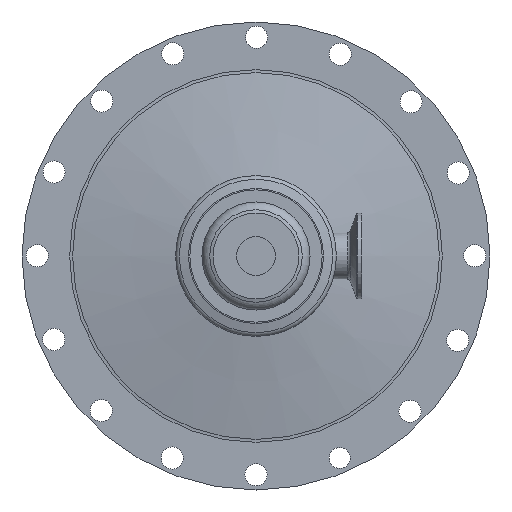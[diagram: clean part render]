
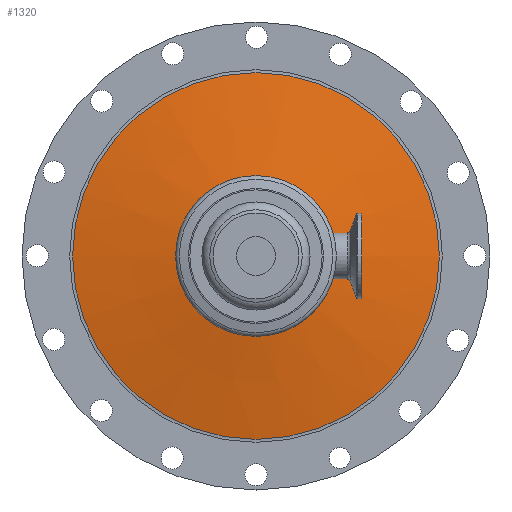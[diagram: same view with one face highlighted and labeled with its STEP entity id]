
A CAD part, front view. The second image highlights one B-rep face of the part: STEP entity #1320.
In plain terms, the highlighted conical face has half-angle 80 degrees and reference radius 74.382 mm.
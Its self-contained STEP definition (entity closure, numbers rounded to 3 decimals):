
#22=CONICAL_SURFACE('',#1518,74.382,1.396);
#153=FACE_OUTER_BOUND('',#235,.T.);
#235=EDGE_LOOP('',(#1079,#1080,#1081,#1082,#1083,#1084));
#334=LINE('',#2407,#378);
#378=VECTOR('',#1917,74.382);
#482=CIRCLE('',#1515,41.014);
#483=CIRCLE('',#1516,41.014);
#485=CIRCLE('',#1519,107.751);
#486=CIRCLE('',#1520,107.751);
#620=VERTEX_POINT('',#2400);
#621=VERTEX_POINT('',#2401);
#622=VERTEX_POINT('',#2406);
#623=VERTEX_POINT('',#2408);
#790=EDGE_CURVE('',#620,#621,#482,.T.);
#791=EDGE_CURVE('',#621,#620,#483,.T.);
#793=EDGE_CURVE('',#621,#622,#334,.T.);
#794=EDGE_CURVE('',#622,#623,#485,.T.);
#795=EDGE_CURVE('',#623,#622,#486,.T.);
#1079=ORIENTED_EDGE('',*,*,#790,.F.);
#1080=ORIENTED_EDGE('',*,*,#791,.F.);
#1081=ORIENTED_EDGE('',*,*,#793,.T.);
#1082=ORIENTED_EDGE('',*,*,#794,.T.);
#1083=ORIENTED_EDGE('',*,*,#795,.T.);
#1084=ORIENTED_EDGE('',*,*,#793,.F.);
#1320=ADVANCED_FACE('',(#153),#22,.T.);
#1515=AXIS2_PLACEMENT_3D('',#2402,#1909,#1910);
#1516=AXIS2_PLACEMENT_3D('',#2403,#1911,#1912);
#1518=AXIS2_PLACEMENT_3D('',#2405,#1915,#1916);
#1519=AXIS2_PLACEMENT_3D('',#2409,#1918,#1919);
#1520=AXIS2_PLACEMENT_3D('',#2410,#1920,#1921);
#1909=DIRECTION('center_axis',(0.,-1.,0.));
#1910=DIRECTION('ref_axis',(1.,0.,0.));
#1911=DIRECTION('center_axis',(0.,-1.,0.));
#1912=DIRECTION('ref_axis',(1.,0.,0.));
#1915=DIRECTION('center_axis',(0.,1.,0.));
#1916=DIRECTION('ref_axis',(-1.,0.,0.));
#1917=DIRECTION('',(0.985,0.174,0.));
#1918=DIRECTION('center_axis',(0.,-1.,0.));
#1919=DIRECTION('ref_axis',(1.,0.,0.));
#1920=DIRECTION('center_axis',(0.,-1.,0.));
#1921=DIRECTION('ref_axis',(1.,0.,0.));
#2400=CARTESIAN_POINT('',(0.,166.08,41.014));
#2401=CARTESIAN_POINT('',(41.014,166.08,0.));
#2402=CARTESIAN_POINT('Origin',(0.,166.08,0.));
#2403=CARTESIAN_POINT('Origin',(0.,166.08,0.));
#2405=CARTESIAN_POINT('Origin',(0.,171.964,
0.));
#2406=CARTESIAN_POINT('',(107.751,177.848,0.));
#2407=CARTESIAN_POINT('',(74.382,171.964,0.));
#2408=CARTESIAN_POINT('',(0.,177.848,107.751));
#2409=CARTESIAN_POINT('Origin',(0.,177.848,
0.));
#2410=CARTESIAN_POINT('Origin',(0.,177.848,
0.));
